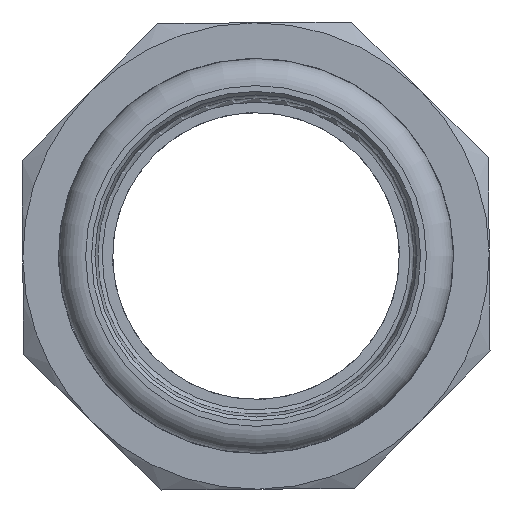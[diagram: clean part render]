
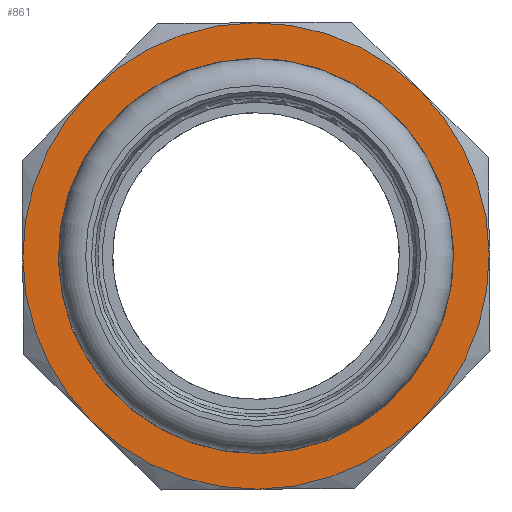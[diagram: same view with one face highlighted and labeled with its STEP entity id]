
A CAD part, left-side view. The second image highlights one B-rep face of the part: STEP entity #861.
In plain terms, the highlighted planar face has unit normal (-1, 0, 0).
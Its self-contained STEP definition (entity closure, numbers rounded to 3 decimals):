
#55=FACE_BOUND('',#220,.T.);
#71=PLANE('',#997);
#156=FACE_OUTER_BOUND('',#219,.T.);
#219=EDGE_LOOP('',(#724,#725,#726,#727,#728,#729,#730,#731));
#220=EDGE_LOOP('',(#732));
#310=CIRCLE('',#953,26.);
#311=CIRCLE('',#955,26.);
#312=CIRCLE('',#957,26.);
#313=CIRCLE('',#959,26.);
#314=CIRCLE('',#961,26.);
#315=CIRCLE('',#963,26.);
#316=CIRCLE('',#965,26.);
#317=CIRCLE('',#967,26.);
#329=CIRCLE('',#998,22.05);
#357=VERTEX_POINT('',#1352);
#366=VERTEX_POINT('',#1407);
#368=VERTEX_POINT('',#1412);
#370=VERTEX_POINT('',#1422);
#371=VERTEX_POINT('',#1428);
#374=VERTEX_POINT('',#1442);
#375=VERTEX_POINT('',#1448);
#377=VERTEX_POINT('',#1463);
#395=VERTEX_POINT('',#1573);
#454=EDGE_CURVE('',#366,#368,#310,.T.);
#457=EDGE_CURVE('',#368,#370,#311,.T.);
#459=EDGE_CURVE('',#370,#371,#312,.T.);
#463=EDGE_CURVE('',#371,#374,#313,.T.);
#465=EDGE_CURVE('',#374,#375,#314,.T.);
#468=EDGE_CURVE('',#375,#357,#315,.T.);
#470=EDGE_CURVE('',#357,#377,#316,.T.);
#472=EDGE_CURVE('',#377,#366,#317,.T.);
#508=EDGE_CURVE('',#395,#395,#329,.T.);
#724=ORIENTED_EDGE('',*,*,#454,.F.);
#725=ORIENTED_EDGE('',*,*,#472,.F.);
#726=ORIENTED_EDGE('',*,*,#470,.F.);
#727=ORIENTED_EDGE('',*,*,#468,.F.);
#728=ORIENTED_EDGE('',*,*,#465,.F.);
#729=ORIENTED_EDGE('',*,*,#463,.F.);
#730=ORIENTED_EDGE('',*,*,#459,.F.);
#731=ORIENTED_EDGE('',*,*,#457,.F.);
#732=ORIENTED_EDGE('',*,*,#508,.T.);
#861=ADVANCED_FACE('',(#156,#55),#71,.F.);
#953=AXIS2_PLACEMENT_3D('',#1413,#1149,#1150);
#955=AXIS2_PLACEMENT_3D('',#1423,#1153,#1154);
#957=AXIS2_PLACEMENT_3D('',#1429,#1157,#1158);
#959=AXIS2_PLACEMENT_3D('',#1443,#1161,#1162);
#961=AXIS2_PLACEMENT_3D('',#1449,#1165,#1166);
#963=AXIS2_PLACEMENT_3D('',#1458,#1169,#1170);
#965=AXIS2_PLACEMENT_3D('',#1464,#1173,#1174);
#967=AXIS2_PLACEMENT_3D('',#1469,#1177,#1178);
#997=AXIS2_PLACEMENT_3D('',#1572,#1245,#1246);
#998=AXIS2_PLACEMENT_3D('',#1574,#1247,#1248);
#1149=DIRECTION('center_axis',(1.,0.,0.));
#1150=DIRECTION('ref_axis',(0.,-0.98,0.199));
#1153=DIRECTION('center_axis',(1.,0.,0.));
#1154=DIRECTION('ref_axis',(0.,-0.98,0.199));
#1157=DIRECTION('center_axis',(1.,0.,0.));
#1158=DIRECTION('ref_axis',(0.,-0.98,0.199));
#1161=DIRECTION('center_axis',(1.,0.,0.));
#1162=DIRECTION('ref_axis',(0.,-0.98,0.199));
#1165=DIRECTION('center_axis',(1.,0.,0.));
#1166=DIRECTION('ref_axis',(0.,-0.98,0.199));
#1169=DIRECTION('center_axis',(1.,0.,0.));
#1170=DIRECTION('ref_axis',(0.,-0.98,0.199));
#1173=DIRECTION('center_axis',(1.,0.,0.));
#1174=DIRECTION('ref_axis',(0.,-0.98,0.199));
#1177=DIRECTION('center_axis',(1.,0.,0.));
#1178=DIRECTION('ref_axis',(0.,-0.98,0.199));
#1245=DIRECTION('center_axis',(1.,0.,0.));
#1246=DIRECTION('ref_axis',(0.,0.921,-0.39));
#1247=DIRECTION('center_axis',(1.,0.,0.));
#1248=DIRECTION('ref_axis',(0.,-0.98,0.199));
#1352=CARTESIAN_POINT('',(27.7,0.214,25.999));
#1407=CARTESIAN_POINT('',(27.7,-25.999,0.214));
#1412=CARTESIAN_POINT('',(27.7,-18.535,-18.233));
#1413=CARTESIAN_POINT('Origin',(27.7,0.,0.));
#1422=CARTESIAN_POINT('',(27.7,-0.214,-25.999));
#1423=CARTESIAN_POINT('Origin',(27.7,0.,0.));
#1428=CARTESIAN_POINT('',(27.7,18.233,-18.535));
#1429=CARTESIAN_POINT('Origin',(27.7,0.,0.));
#1442=CARTESIAN_POINT('',(27.7,25.999,-0.214));
#1443=CARTESIAN_POINT('Origin',(27.7,0.,0.));
#1448=CARTESIAN_POINT('',(27.7,18.535,18.233));
#1449=CARTESIAN_POINT('Origin',(27.7,0.,0.));
#1458=CARTESIAN_POINT('Origin',(27.7,0.,0.));
#1463=CARTESIAN_POINT('',(27.7,-18.233,18.535));
#1464=CARTESIAN_POINT('Origin',(27.7,0.,0.));
#1469=CARTESIAN_POINT('Origin',(27.7,0.,0.));
#1572=CARTESIAN_POINT('Origin',(27.7,19.381,-8.215));
#1573=CARTESIAN_POINT('',(27.7,21.595,-4.458));
#1574=CARTESIAN_POINT('Origin',(27.7,0.,0.));
